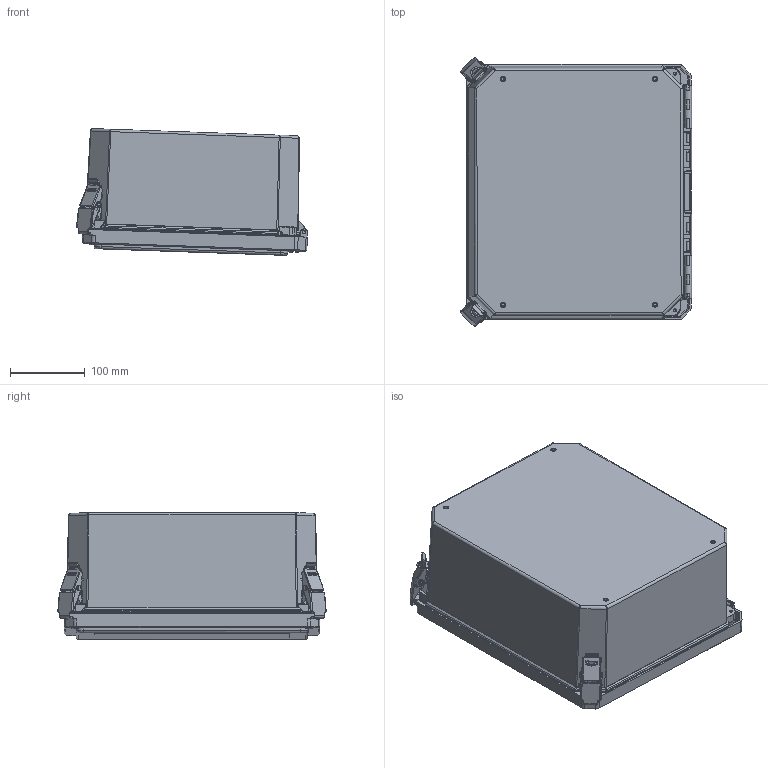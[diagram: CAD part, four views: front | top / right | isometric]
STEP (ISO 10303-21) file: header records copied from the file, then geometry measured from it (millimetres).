
FILE_DESCRIPTION (( 'STEP AP214' ), '1' );
FILE_NAME ('FRW121006HPL.STEP', '2021-10-07T16:46:35', ( '' ), ( '' ), 'SwSTEP 2.0', 'SolidWorks 2021', '' );
FILE_SCHEMA (( 'AUTOMOTIVE_DESIGN' ));
Length unit declared in the file: inch
Products named in the file (1): FRW121006HPL
Bounding box: 308.87 x 358.6 x 169.35 mm (x, y, z)
Volume: 1690589.5 mm3; surface area: 858245.2 mm2
Topology: 30 solids, 30 shells, 2420 faces, 6073 edges, 3663 vertices
Faces by surface type: cylinder 1040, plane 772, bspline 362, torus 159, cone 62, sphere 25
Entity records: 97144 total; most frequent: CARTESIAN_POINT 43492, ORIENTED_EDGE 11982, DIRECTION 9672, EDGE_CURVE 5991, VERTEX_POINT 3659, AXIS2_PLACEMENT_3D 3393, LINE 2886, VECTOR 2886
